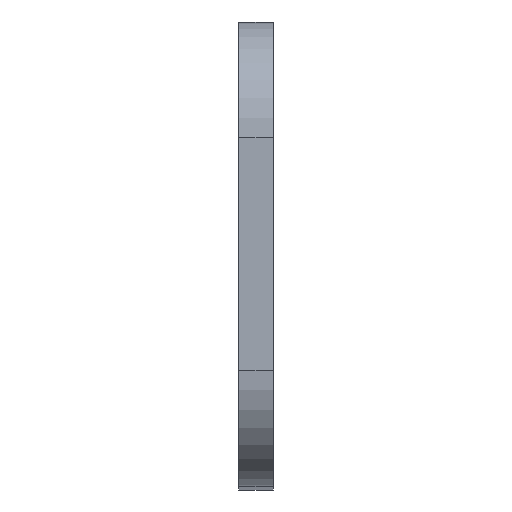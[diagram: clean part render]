
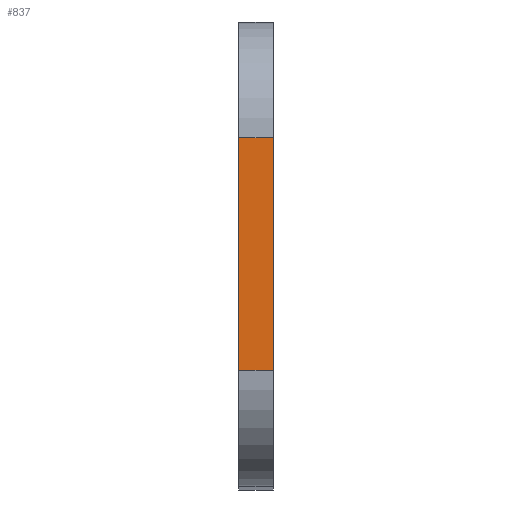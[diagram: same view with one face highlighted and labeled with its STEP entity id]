
A CAD part, top view. The second image highlights one B-rep face of the part: STEP entity #837.
In plain terms, the highlighted planar face has unit normal (0, 0, 1).
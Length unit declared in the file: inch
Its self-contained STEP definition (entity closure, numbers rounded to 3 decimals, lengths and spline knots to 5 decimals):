
#243=FACE_OUTER_BOUND('',#279,.T.);
#279=EDGE_LOOP('',(#722,#723,#724,#725));
#354=LINE('',#1421,#404);
#367=LINE('',#1460,#417);
#368=LINE('',#1462,#418);
#369=LINE('',#1463,#419);
#404=VECTOR('',#1157,0.3937);
#417=VECTOR('',#1196,0.3937);
#418=VECTOR('',#1199,0.3937);
#419=VECTOR('',#1200,0.3937);
#473=VERTEX_POINT('',#1418);
#474=VERTEX_POINT('',#1420);
#486=VERTEX_POINT('',#1456);
#487=VERTEX_POINT('',#1458);
#567=EDGE_CURVE('',#473,#474,#354,.T.);
#587=EDGE_CURVE('',#486,#487,#367,.T.);
#588=EDGE_CURVE('',#473,#486,#368,.T.);
#589=EDGE_CURVE('',#474,#487,#369,.T.);
#722=ORIENTED_EDGE('',*,*,#588,.T.);
#723=ORIENTED_EDGE('',*,*,#587,.T.);
#724=ORIENTED_EDGE('',*,*,#589,.F.);
#725=ORIENTED_EDGE('',*,*,#567,.F.);
#801=PLANE('',#947);
#837=ADVANCED_FACE('',(#243),#801,.T.);
#947=AXIS2_PLACEMENT_3D('',#1461,#1197,#1198);
#1157=DIRECTION('',(1.,0.,0.));
#1196=DIRECTION('',(1.,0.,0.));
#1197=DIRECTION('center_axis',(0.,0.,1.));
#1198=DIRECTION('ref_axis',(0.,-1.,0.));
#1199=DIRECTION('',(0.,-1.,0.));
#1200=DIRECTION('',(0.,-1.,0.));
#1418=CARTESIAN_POINT('',(0.,1.5,0.));
#1420=CARTESIAN_POINT('',(0.15,1.5,0.));
#1421=CARTESIAN_POINT('',(0.,1.5,0.));
#1456=CARTESIAN_POINT('',(0.,0.5,0.));
#1458=CARTESIAN_POINT('',(0.15,0.5,0.));
#1460=CARTESIAN_POINT('',(0.,0.5,0.));
#1461=CARTESIAN_POINT('Origin',(0.,1.5,0.));
#1462=CARTESIAN_POINT('',(0.,1.5,0.));
#1463=CARTESIAN_POINT('',(0.15,1.5,0.));
